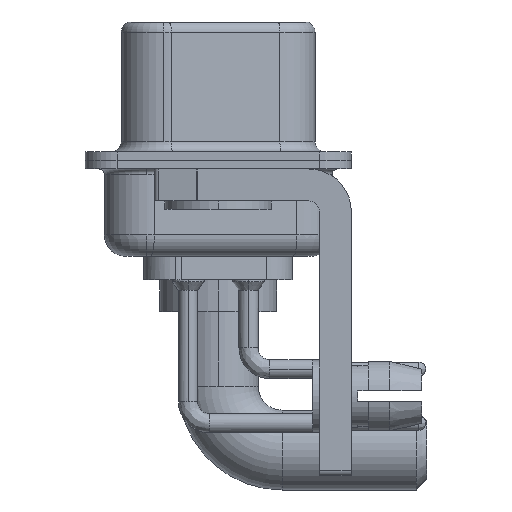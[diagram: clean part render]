
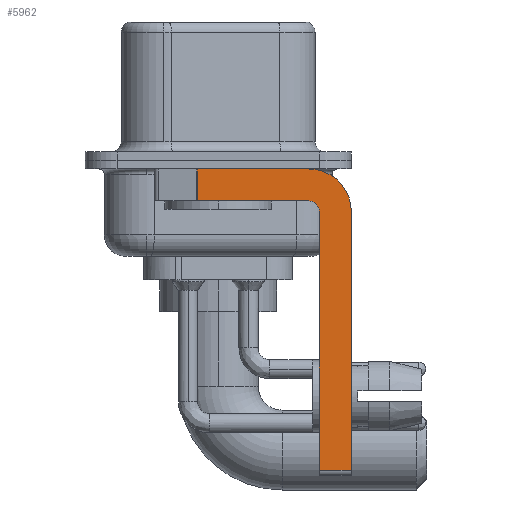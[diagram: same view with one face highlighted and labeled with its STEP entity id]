
A CAD part, left-side view. The second image highlights one B-rep face of the part: STEP entity #5962.
In plain terms, the highlighted planar face has unit normal (-1, 0, 0).
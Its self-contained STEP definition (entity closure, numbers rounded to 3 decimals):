
#858 = DIRECTION ( 'NONE',  ( 0., 0., -1. ) ) ;
#1080 = VECTOR ( 'NONE', #23232, 1000. ) ;
#1352 = EDGE_CURVE ( 'NONE', #16413, #15704, #12364, .T. ) ;
#2048 = CARTESIAN_POINT ( 'NONE',  ( -2.9, -4.75, -2.4 ) ) ;
#2064 = CARTESIAN_POINT ( 'NONE',  ( -2.9, -4.25, -2.4 ) ) ;
#2863 = DIRECTION ( 'NONE',  ( 0., 0., 1. ) ) ;
#2927 = AXIS2_PLACEMENT_3D ( 'NONE', #2064, #26081, #21665 ) ;
#2958 = CARTESIAN_POINT ( 'NONE',  ( -2.9, -4.75, -14.55 ) ) ;
#3419 = EDGE_LOOP ( 'NONE', ( #17153, #14126, #6221, #27019, #26426, #19063, #6771, #18511 ) ) ;
#3574 = DIRECTION ( 'NONE',  ( 0., 0., 1. ) ) ;
#3863 = VERTEX_POINT ( 'NONE', #2958 ) ;
#4763 = CIRCLE ( 'NONE', #9801, 2. ) ;
#5340 = EDGE_CURVE ( 'NONE', #3863, #11687, #27025, .T. ) ;
#5510 = EDGE_CURVE ( 'NONE', #11687, #16413, #26781, .T. ) ;
#5962 = ADVANCED_FACE ( 'NONE', ( #6799 ), #11218, .F. ) ;
#6221 = ORIENTED_EDGE ( 'NONE', *, *, #1352, .F. ) ;
#6771 = ORIENTED_EDGE ( 'NONE', *, *, #16288, .F. ) ;
#6799 = FACE_OUTER_BOUND ( 'NONE', #3419, .T. ) ;
#7189 = DIRECTION ( 'NONE',  ( 0., -1., 0. ) ) ;
#7757 = LINE ( 'NONE', #8158, #11329 ) ;
#7910 = EDGE_CURVE ( 'NONE', #3863, #22998, #11476, .T. ) ;
#8158 = CARTESIAN_POINT ( 'NONE',  ( -2.9, 3., -0.4 ) ) ;
#8262 = VERTEX_POINT ( 'NONE', #19465 ) ;
#8404 = VECTOR ( 'NONE', #7189, 1000. ) ;
#9430 = CARTESIAN_POINT ( 'NONE',  ( -2.9, -4.25, -2.4 ) ) ;
#9532 = VECTOR ( 'NONE', #14660, 1000. ) ;
#9801 = AXIS2_PLACEMENT_3D ( 'NONE', #9430, #18161, #858 ) ;
#9916 = CARTESIAN_POINT ( 'NONE',  ( -2.9, -6.25, -2.4 ) ) ;
#10019 = CARTESIAN_POINT ( 'NONE',  ( -2.9, 0.978, -1.9 ) ) ;
#10168 = DIRECTION ( 'NONE',  ( 0., -1., 0. ) ) ;
#11218 = PLANE ( 'NONE',  #2927 ) ;
#11329 = VECTOR ( 'NONE', #10168, 1000. ) ;
#11476 = LINE ( 'NONE', #13621, #8404 ) ;
#11687 = VERTEX_POINT ( 'NONE', #2048 ) ;
#12031 = CARTESIAN_POINT ( 'NONE',  ( -2.9, -4.25, -2.4 ) ) ;
#12077 = DIRECTION ( 'NONE',  ( 0., 0., -1. ) ) ;
#12254 = CARTESIAN_POINT ( 'NONE',  ( -2.9, 0.978, -1.9 ) ) ;
#12364 = LINE ( 'NONE', #16928, #1080 ) ;
#13326 = CARTESIAN_POINT ( 'NONE',  ( -2.9, -4.75, -14.8 ) ) ;
#13621 = CARTESIAN_POINT ( 'NONE',  ( -2.9, -4.25, -14.55 ) ) ;
#14126 = ORIENTED_EDGE ( 'NONE', *, *, #21067, .T. ) ;
#14205 = EDGE_CURVE ( 'NONE', #8262, #15085, #4763, .T. ) ;
#14217 = CARTESIAN_POINT ( 'NONE',  ( -2.9, 0.978, -0.4 ) ) ;
#14451 = DIRECTION ( 'NONE',  ( -1., 0., 0. ) ) ;
#14660 = DIRECTION ( 'NONE',  ( 0., 0., -1. ) ) ;
#15085 = VERTEX_POINT ( 'NONE', #9916 ) ;
#15583 = CARTESIAN_POINT ( 'NONE',  ( -2.9, -4.25, -1.9 ) ) ;
#15704 = VERTEX_POINT ( 'NONE', #10019 ) ;
#16288 = EDGE_CURVE ( 'NONE', #15085, #22998, #22666, .T. ) ;
#16413 = VERTEX_POINT ( 'NONE', #15583 ) ;
#16928 = CARTESIAN_POINT ( 'NONE',  ( -2.9, -4.25, -1.9 ) ) ;
#17153 = ORIENTED_EDGE ( 'NONE', *, *, #21948, .F. ) ;
#18161 = DIRECTION ( 'NONE',  ( 1., 0., 0. ) ) ;
#18511 = ORIENTED_EDGE ( 'NONE', *, *, #14205, .F. ) ;
#18916 = VERTEX_POINT ( 'NONE', #14217 ) ;
#19063 = ORIENTED_EDGE ( 'NONE', *, *, #7910, .T. ) ;
#19465 = CARTESIAN_POINT ( 'NONE',  ( -2.9, -4.25, -0.4 ) ) ;
#19502 = AXIS2_PLACEMENT_3D ( 'NONE', #12031, #14451, #3574 ) ;
#19659 = CARTESIAN_POINT ( 'NONE',  ( -2.9, -6.25, -14.55 ) ) ;
#20320 = VECTOR ( 'NONE', #12077, 1000. ) ;
#21067 = EDGE_CURVE ( 'NONE', #18916, #15704, #23682, .T. ) ;
#21665 = DIRECTION ( 'NONE',  ( 0., 0., -1. ) ) ;
#21948 = EDGE_CURVE ( 'NONE', #18916, #8262, #7757, .T. ) ;
#22666 = LINE ( 'NONE', #22946, #20320 ) ;
#22946 = CARTESIAN_POINT ( 'NONE',  ( -2.9, -6.25, -2.4 ) ) ;
#22998 = VERTEX_POINT ( 'NONE', #19659 ) ;
#23232 = DIRECTION ( 'NONE',  ( 0., 1., 0. ) ) ;
#23682 = LINE ( 'NONE', #12254, #9532 ) ;
#24517 = VECTOR ( 'NONE', #2863, 1000. ) ;
#26081 = DIRECTION ( 'NONE',  ( 1., 0., 0. ) ) ;
#26426 = ORIENTED_EDGE ( 'NONE', *, *, #5340, .F. ) ;
#26781 = CIRCLE ( 'NONE', #19502, 0.5 ) ;
#27019 = ORIENTED_EDGE ( 'NONE', *, *, #5510, .F. ) ;
#27025 = LINE ( 'NONE', #13326, #24517 ) ;
